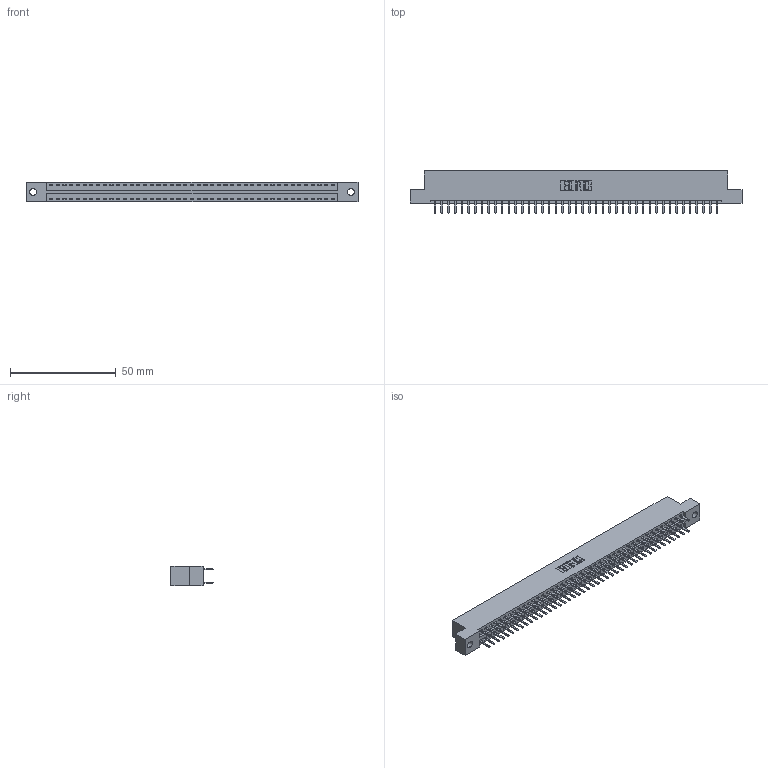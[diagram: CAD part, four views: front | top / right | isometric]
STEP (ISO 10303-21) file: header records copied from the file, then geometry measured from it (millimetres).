
FILE_DESCRIPTION (( 'STEP AP203' ), '1' );
FILE_NAME ('346-086-520-202.STEP', '2018-08-29T22:10:53', ( '' ), ( '' ), 'SwSTEP 2.0', 'SolidWorks 2016', '' );
FILE_SCHEMA (( 'CONFIG_CONTROL_DESIGN' ));
Length unit declared in the file: inch
Products named in the file (3): 346 Part_Flush Mounting Lugs - 0.128 Dia; 345-292-001_345-293-120; 346-086-520-202
Assembly tree (87 placements, depth 2):
  346-086-520-202
    346 Part_Flush Mounting Lugs - 0.128 Dia
    345-292-001_345-293-120  x86
Bounding box: 157.1 x 20.02 x 9.4 mm (x, y, z)
Volume: 15252.4 mm3; surface area: 20623.3 mm2
Topology: 87 solids, 87 shells, 4938 faces, 14347 edges, 9334 vertices
Faces by surface type: plane 3258, cylinder 1680
Entity records: 28045 total; most frequent: CARTESIAN_POINT 4632, ORIENTED_EDGE 4554, DIRECTION 4121, EDGE_CURVE 2277, LINE 1969, VECTOR 1969, VERTEX_POINT 1514, AXIS2_PLACEMENT_3D 1076
